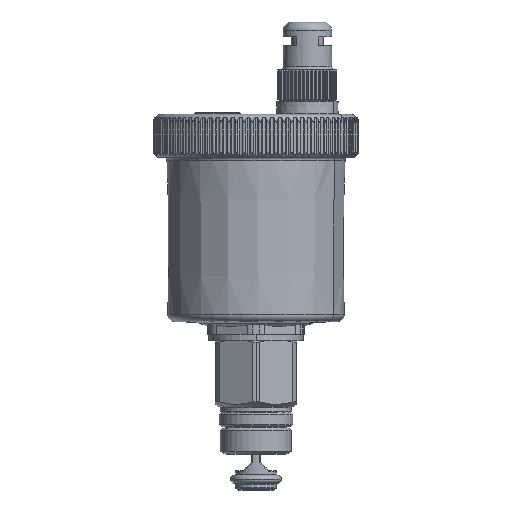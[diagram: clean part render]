
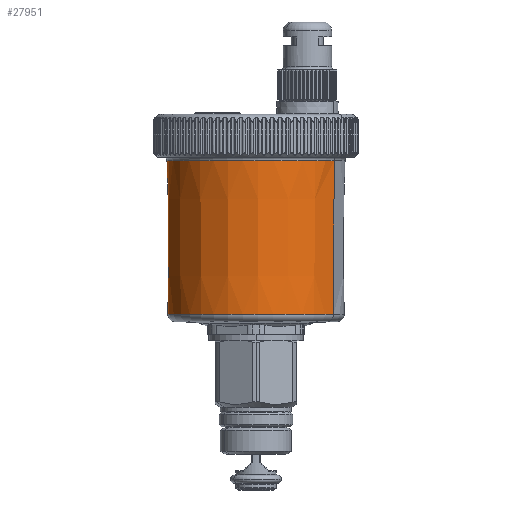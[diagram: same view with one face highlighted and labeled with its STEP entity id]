
A CAD part, left-side view. The second image highlights one B-rep face of the part: STEP entity #27951.
In plain terms, the highlighted conical face has half-angle 0.3 degrees and reference radius 20.589 mm.
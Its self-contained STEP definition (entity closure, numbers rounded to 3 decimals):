
#27536=CARTESIAN_POINT('Axis2P3D Location',(0.42,-0.007,-0.38)) ;
#27540=CARTESIAN_POINT('Vertex',(10.385,18.234,-0.38)) ;
#27542=CARTESIAN_POINT('Vertex',(-9.546,-18.249,-0.38)) ;
#27921=CARTESIAN_POINT('Axis2P3D Location',(0.42,-0.007,-37.9)) ;
#27926=CARTESIAN_POINT('Line Origine',(-9.499,-18.163,-18.935)) ;
#27930=CARTESIAN_POINT('Vertex',(-9.456,-18.084,-36.209)) ;
#27933=CARTESIAN_POINT('Line Origine',(10.338,18.149,-18.935)) ;
#27937=CARTESIAN_POINT('Vertex',(10.295,18.069,-36.209)) ;
#27940=CARTESIAN_POINT('Axis2P3D Location',(0.42,-0.007,-36.209)) ;
#27537=DIRECTION('Axis2P3D Direction',(0.,-0.,-1.)) ;
#27922=DIRECTION('Axis2P3D Direction',(0.,0.,1.)) ;
#27923=DIRECTION('Axis2P3D XDirection',(-0.479,-0.878,0.)) ;
#27927=DIRECTION('Vector Direction',(-0.003,-0.005,1.)) ;
#27934=DIRECTION('Vector Direction',(0.003,0.005,1.)) ;
#27941=DIRECTION('Axis2P3D Direction',(0.,0.,1.)) ;
#27538=AXIS2_PLACEMENT_3D('Circle Axis2P3D',#27536,#27537,$) ;
#27924=AXIS2_PLACEMENT_3D('Cone Axis2P3D',#27921,#27922,#27923) ;
#27942=AXIS2_PLACEMENT_3D('Circle Axis2P3D',#27940,#27941,$) ;
#27946=ORIENTED_EDGE('',*,*,#27932,.F.) ;
#27947=ORIENTED_EDGE('',*,*,#27544,.F.) ;
#27948=ORIENTED_EDGE('',*,*,#27939,.T.) ;
#27949=ORIENTED_EDGE('',*,*,#27944,.F.) ;
#27928=VECTOR('Line Direction',#27927,1.) ;
#27935=VECTOR('Line Direction',#27934,1.) ;
#27951=ADVANCED_FACE('PartBody',(#27950),#27925,.T.) ;
#27539=CIRCLE('generated circle',#27538,20.786) ;
#27943=CIRCLE('generated circle',#27942,20.598) ;
#27925=CONICAL_SURFACE('Cone',#27924,20.589,0.005) ;
#27544=EDGE_CURVE('',#27541,#27543,#27539,.F.) ;
#27932=EDGE_CURVE('',#27543,#27931,#27929,.F.) ;
#27939=EDGE_CURVE('',#27541,#27938,#27936,.F.) ;
#27944=EDGE_CURVE('',#27931,#27938,#27943,.F.) ;
#27945=EDGE_LOOP('',(#27946,#27947,#27948,#27949)) ;
#27950=FACE_OUTER_BOUND('',#27945,.T.) ;
#27929=LINE('Line',#27926,#27928) ;
#27936=LINE('Line',#27933,#27935) ;
#27541=VERTEX_POINT('',#27540) ;
#27543=VERTEX_POINT('',#27542) ;
#27931=VERTEX_POINT('',#27930) ;
#27938=VERTEX_POINT('',#27937) ;
